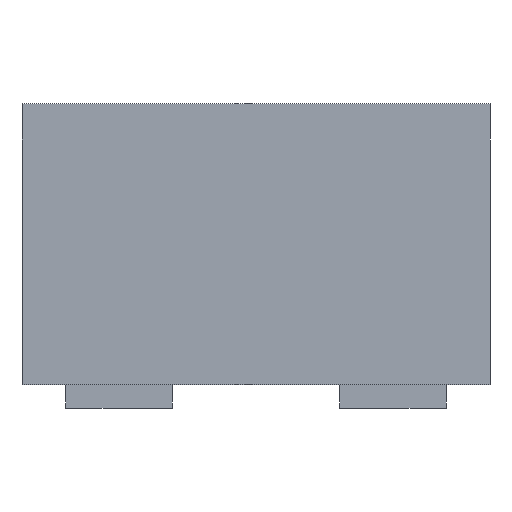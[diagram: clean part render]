
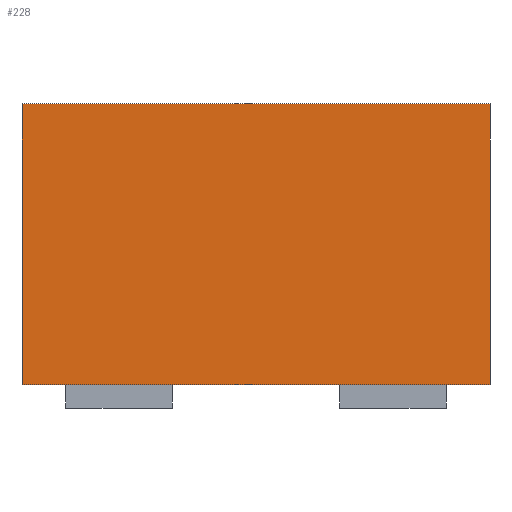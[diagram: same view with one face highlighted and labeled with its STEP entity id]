
A CAD part, front view. The second image highlights one B-rep face of the part: STEP entity #228.
In plain terms, the highlighted planar face has unit normal (0, -1, 0).
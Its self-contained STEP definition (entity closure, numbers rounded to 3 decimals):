
#59 = PLANE('',#60);
#60 = AXIS2_PLACEMENT_3D('',#61,#62,#63);
#61 = CARTESIAN_POINT('',(-1.,-2.,0.));
#62 = DIRECTION('',(-1.,0.,0.));
#63 = DIRECTION('',(0.,1.,0.));
#87 = PLANE('',#88);
#88 = AXIS2_PLACEMENT_3D('',#89,#90,#91);
#89 = CARTESIAN_POINT('',(0.,0.,1.2));
#90 = DIRECTION('',(-0.,-0.,-1.));
#91 = DIRECTION('',(-1.,0.,0.));
#115 = PLANE('',#116);
#116 = AXIS2_PLACEMENT_3D('',#117,#118,#119);
#117 = CARTESIAN_POINT('',(1.,2.,0.));
#118 = DIRECTION('',(1.,0.,-0.));
#119 = DIRECTION('',(0.,-1.,0.));
#141 = PLANE('',#142);
#142 = AXIS2_PLACEMENT_3D('',#143,#144,#145);
#143 = CARTESIAN_POINT('',(0.,0.,0.));
#144 = DIRECTION('',(-0.,-0.,-1.));
#145 = DIRECTION('',(-1.,0.,0.));
#158 = VERTEX_POINT('',#159);
#159 = CARTESIAN_POINT('',(1.,-2.,1.2));
#180 = EDGE_CURVE('',#181,#158,#183,.T.);
#181 = VERTEX_POINT('',#182);
#182 = CARTESIAN_POINT('',(1.,-2.,0.));
#183 = SURFACE_CURVE('',#184,(#188,#195),.PCURVE_S1.);
#184 = LINE('',#185,#186);
#185 = CARTESIAN_POINT('',(1.,-2.,0.));
#186 = VECTOR('',#187,1.);
#187 = DIRECTION('',(0.,0.,1.));
#188 = PCURVE('',#115,#189);
#189 = DEFINITIONAL_REPRESENTATION('',(#190),#194);
#190 = LINE('',#191,#192);
#191 = CARTESIAN_POINT('',(4.,0.));
#192 = VECTOR('',#193,1.);
#193 = DIRECTION('',(0.,-1.));
#194 = ( GEOMETRIC_REPRESENTATION_CONTEXT(2) 
PARAMETRIC_REPRESENTATION_CONTEXT() REPRESENTATION_CONTEXT('2D SPACE',''
  ) );
#195 = PCURVE('',#196,#201);
#196 = PLANE('',#197);
#197 = AXIS2_PLACEMENT_3D('',#198,#199,#200);
#198 = CARTESIAN_POINT('',(1.,-2.,0.));
#199 = DIRECTION('',(0.,-1.,0.));
#200 = DIRECTION('',(-1.,0.,0.));
#201 = DEFINITIONAL_REPRESENTATION('',(#202),#206);
#202 = LINE('',#203,#204);
#203 = CARTESIAN_POINT('',(0.,-0.));
#204 = VECTOR('',#205,1.);
#205 = DIRECTION('',(0.,-1.));
#206 = ( GEOMETRIC_REPRESENTATION_CONTEXT(2) 
PARAMETRIC_REPRESENTATION_CONTEXT() REPRESENTATION_CONTEXT('2D SPACE',''
  ) );
#228 = ADVANCED_FACE('',(#229),#196,.T.);
#229 = FACE_BOUND('',#230,.T.);
#230 = EDGE_LOOP('',(#231,#232,#255,#278));
#231 = ORIENTED_EDGE('',*,*,#180,.T.);
#232 = ORIENTED_EDGE('',*,*,#233,.T.);
#233 = EDGE_CURVE('',#158,#234,#236,.T.);
#234 = VERTEX_POINT('',#235);
#235 = CARTESIAN_POINT('',(-1.,-2.,1.2));
#236 = SURFACE_CURVE('',#237,(#241,#248),.PCURVE_S1.);
#237 = LINE('',#238,#239);
#238 = CARTESIAN_POINT('',(1.,-2.,1.2));
#239 = VECTOR('',#240,1.);
#240 = DIRECTION('',(-1.,0.,0.));
#241 = PCURVE('',#196,#242);
#242 = DEFINITIONAL_REPRESENTATION('',(#243),#247);
#243 = LINE('',#244,#245);
#244 = CARTESIAN_POINT('',(0.,-1.2));
#245 = VECTOR('',#246,1.);
#246 = DIRECTION('',(1.,0.));
#247 = ( GEOMETRIC_REPRESENTATION_CONTEXT(2) 
PARAMETRIC_REPRESENTATION_CONTEXT() REPRESENTATION_CONTEXT('2D SPACE',''
  ) );
#248 = PCURVE('',#87,#249);
#249 = DEFINITIONAL_REPRESENTATION('',(#250),#254);
#250 = LINE('',#251,#252);
#251 = CARTESIAN_POINT('',(-1.,-2.));
#252 = VECTOR('',#253,1.);
#253 = DIRECTION('',(1.,0.));
#254 = ( GEOMETRIC_REPRESENTATION_CONTEXT(2) 
PARAMETRIC_REPRESENTATION_CONTEXT() REPRESENTATION_CONTEXT('2D SPACE',''
  ) );
#255 = ORIENTED_EDGE('',*,*,#256,.F.);
#256 = EDGE_CURVE('',#257,#234,#259,.T.);
#257 = VERTEX_POINT('',#258);
#258 = CARTESIAN_POINT('',(-1.,-2.,0.));
#259 = SURFACE_CURVE('',#260,(#264,#271),.PCURVE_S1.);
#260 = LINE('',#261,#262);
#261 = CARTESIAN_POINT('',(-1.,-2.,0.));
#262 = VECTOR('',#263,1.);
#263 = DIRECTION('',(0.,0.,1.));
#264 = PCURVE('',#196,#265);
#265 = DEFINITIONAL_REPRESENTATION('',(#266),#270);
#266 = LINE('',#267,#268);
#267 = CARTESIAN_POINT('',(2.,0.));
#268 = VECTOR('',#269,1.);
#269 = DIRECTION('',(0.,-1.));
#270 = ( GEOMETRIC_REPRESENTATION_CONTEXT(2) 
PARAMETRIC_REPRESENTATION_CONTEXT() REPRESENTATION_CONTEXT('2D SPACE',''
  ) );
#271 = PCURVE('',#59,#272);
#272 = DEFINITIONAL_REPRESENTATION('',(#273),#277);
#273 = LINE('',#274,#275);
#274 = CARTESIAN_POINT('',(0.,0.));
#275 = VECTOR('',#276,1.);
#276 = DIRECTION('',(0.,-1.));
#277 = ( GEOMETRIC_REPRESENTATION_CONTEXT(2) 
PARAMETRIC_REPRESENTATION_CONTEXT() REPRESENTATION_CONTEXT('2D SPACE',''
  ) );
#278 = ORIENTED_EDGE('',*,*,#279,.F.);
#279 = EDGE_CURVE('',#181,#257,#280,.T.);
#280 = SURFACE_CURVE('',#281,(#285,#292),.PCURVE_S1.);
#281 = LINE('',#282,#283);
#282 = CARTESIAN_POINT('',(1.,-2.,0.));
#283 = VECTOR('',#284,1.);
#284 = DIRECTION('',(-1.,0.,0.));
#285 = PCURVE('',#196,#286);
#286 = DEFINITIONAL_REPRESENTATION('',(#287),#291);
#287 = LINE('',#288,#289);
#288 = CARTESIAN_POINT('',(0.,-0.));
#289 = VECTOR('',#290,1.);
#290 = DIRECTION('',(1.,0.));
#291 = ( GEOMETRIC_REPRESENTATION_CONTEXT(2) 
PARAMETRIC_REPRESENTATION_CONTEXT() REPRESENTATION_CONTEXT('2D SPACE',''
  ) );
#292 = PCURVE('',#141,#293);
#293 = DEFINITIONAL_REPRESENTATION('',(#294),#298);
#294 = LINE('',#295,#296);
#295 = CARTESIAN_POINT('',(-1.,-2.));
#296 = VECTOR('',#297,1.);
#297 = DIRECTION('',(1.,0.));
#298 = ( GEOMETRIC_REPRESENTATION_CONTEXT(2) 
PARAMETRIC_REPRESENTATION_CONTEXT() REPRESENTATION_CONTEXT('2D SPACE',''
  ) );
